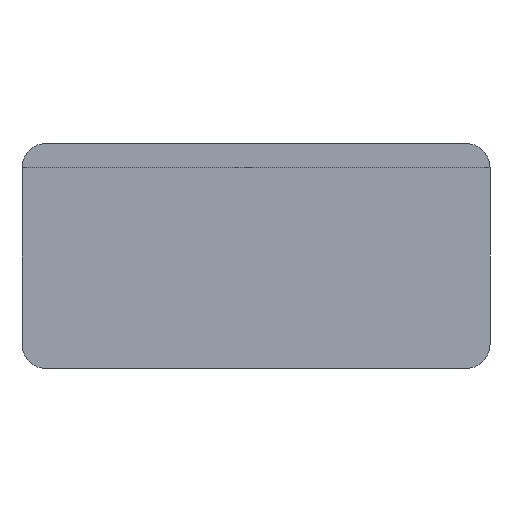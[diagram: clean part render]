
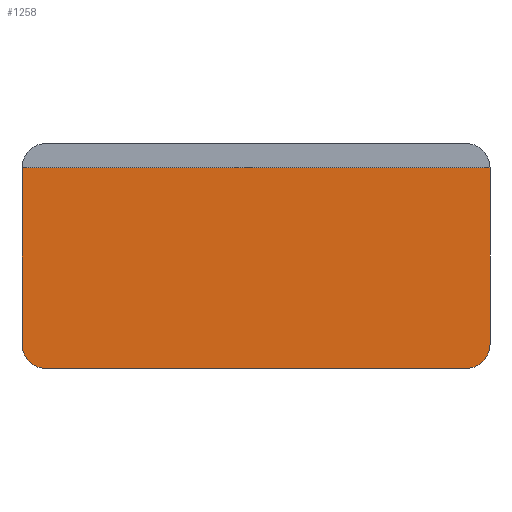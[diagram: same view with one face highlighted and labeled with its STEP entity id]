
A CAD part, left-side view. The second image highlights one B-rep face of the part: STEP entity #1258.
In plain terms, the highlighted planar face has unit normal (-1, 0, 0).
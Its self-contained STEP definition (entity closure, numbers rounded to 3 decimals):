
#286 = PLANE('',#287);
#287 = AXIS2_PLACEMENT_3D('',#288,#289,#290);
#288 = CARTESIAN_POINT('',(-42.55,28.9,-1.5));
#289 = DIRECTION('',(0.,1.,0.));
#290 = DIRECTION('',(0.,0.,1.));
#315 = CYLINDRICAL_SURFACE('',#316,3.);
#316 = AXIS2_PLACEMENT_3D('',#317,#318,#319);
#317 = CARTESIAN_POINT('',(-20.55,25.9,-12.4));
#318 = DIRECTION('',(-1.,0.,0.));
#319 = DIRECTION('',(0.,1.,0.));
#343 = PLANE('',#344);
#344 = AXIS2_PLACEMENT_3D('',#345,#346,#347);
#345 = CARTESIAN_POINT('',(-42.55,0.,-15.4));
#346 = DIRECTION('',(0.,0.,-1.));
#347 = DIRECTION('',(-1.,0.,0.));
#372 = CYLINDRICAL_SURFACE('',#373,3.);
#373 = AXIS2_PLACEMENT_3D('',#374,#375,#376);
#374 = CARTESIAN_POINT('',(-20.55,-25.9,-12.4));
#375 = DIRECTION('',(-1.,0.,0.));
#376 = DIRECTION('',(0.,0.,-1.));
#1056 = PLANE('',#1057);
#1057 = AXIS2_PLACEMENT_3D('',#1058,#1059,#1060);
#1058 = CARTESIAN_POINT('',(-30.55,-28.9,-12.4));
#1059 = DIRECTION('',(0.,1.,0.));
#1060 = DIRECTION('',(0.,0.,1.));
#1188 = VERTEX_POINT('',#1189);
#1189 = CARTESIAN_POINT('',(-64.55,-28.9,-12.4));
#1210 = EDGE_CURVE('',#1211,#1188,#1213,.T.);
#1211 = VERTEX_POINT('',#1212);
#1212 = CARTESIAN_POINT('',(-64.55,-28.9,9.4));
#1213 = SURFACE_CURVE('',#1214,(#1218,#1225),.PCURVE_S1.);
#1214 = LINE('',#1215,#1216);
#1215 = CARTESIAN_POINT('',(-64.55,-28.9,9.4));
#1216 = VECTOR('',#1217,1.);
#1217 = DIRECTION('',(0.,0.,-1.));
#1218 = PCURVE('',#1056,#1219);
#1219 = DEFINITIONAL_REPRESENTATION('',(#1220),#1224);
#1220 = LINE('',#1221,#1222);
#1221 = CARTESIAN_POINT('',(21.8,-34.));
#1222 = VECTOR('',#1223,1.);
#1223 = DIRECTION('',(-1.,0.));
#1224 = ( GEOMETRIC_REPRESENTATION_CONTEXT(2) 
PARAMETRIC_REPRESENTATION_CONTEXT() REPRESENTATION_CONTEXT('2D SPACE',''
  ) );
#1225 = PCURVE('',#1226,#1231);
#1226 = PLANE('',#1227);
#1227 = AXIS2_PLACEMENT_3D('',#1228,#1229,#1230);
#1228 = CARTESIAN_POINT('',(-64.55,0.,-2.786));
#1229 = DIRECTION('',(-1.,0.,0.));
#1230 = DIRECTION('',(0.,0.,-1.));
#1231 = DEFINITIONAL_REPRESENTATION('',(#1232),#1236);
#1232 = LINE('',#1233,#1234);
#1233 = CARTESIAN_POINT('',(-12.186,28.9));
#1234 = VECTOR('',#1235,1.);
#1235 = DIRECTION('',(1.,0.));
#1236 = ( GEOMETRIC_REPRESENTATION_CONTEXT(2) 
PARAMETRIC_REPRESENTATION_CONTEXT() REPRESENTATION_CONTEXT('2D SPACE',''
  ) );
#1258 = ADVANCED_FACE('',(#1259),#1226,.T.);
#1259 = FACE_BOUND('',#1260,.T.);
#1260 = EDGE_LOOP('',(#1261,#1262,#1290,#1313,#1341,#1364));
#1261 = ORIENTED_EDGE('',*,*,#1210,.F.);
#1262 = ORIENTED_EDGE('',*,*,#1263,.T.);
#1263 = EDGE_CURVE('',#1211,#1264,#1266,.T.);
#1264 = VERTEX_POINT('',#1265);
#1265 = CARTESIAN_POINT('',(-64.55,28.9,9.4));
#1266 = SURFACE_CURVE('',#1267,(#1271,#1278),.PCURVE_S1.);
#1267 = LINE('',#1268,#1269);
#1268 = CARTESIAN_POINT('',(-64.55,-28.9,9.4));
#1269 = VECTOR('',#1270,1.);
#1270 = DIRECTION('',(0.,1.,0.));
#1271 = PCURVE('',#1226,#1272);
#1272 = DEFINITIONAL_REPRESENTATION('',(#1273),#1277);
#1273 = LINE('',#1274,#1275);
#1274 = CARTESIAN_POINT('',(-12.186,28.9));
#1275 = VECTOR('',#1276,1.);
#1276 = DIRECTION('',(0.,-1.));
#1277 = ( GEOMETRIC_REPRESENTATION_CONTEXT(2) 
PARAMETRIC_REPRESENTATION_CONTEXT() REPRESENTATION_CONTEXT('2D SPACE',''
  ) );
#1278 = PCURVE('',#1279,#1284);
#1279 = PLANE('',#1280);
#1280 = AXIS2_PLACEMENT_3D('',#1281,#1282,#1283);
#1281 = CARTESIAN_POINT('',(-54.5,-1.51,9.4));
#1282 = DIRECTION('',(0.,0.,-1.));
#1283 = DIRECTION('',(-1.,0.,0.));
#1284 = DEFINITIONAL_REPRESENTATION('',(#1285),#1289);
#1285 = LINE('',#1286,#1287);
#1286 = CARTESIAN_POINT('',(10.05,-27.39));
#1287 = VECTOR('',#1288,1.);
#1288 = DIRECTION('',(0.,1.));
#1289 = ( GEOMETRIC_REPRESENTATION_CONTEXT(2) 
PARAMETRIC_REPRESENTATION_CONTEXT() REPRESENTATION_CONTEXT('2D SPACE',''
  ) );
#1290 = ORIENTED_EDGE('',*,*,#1291,.T.);
#1291 = EDGE_CURVE('',#1264,#1292,#1294,.T.);
#1292 = VERTEX_POINT('',#1293);
#1293 = CARTESIAN_POINT('',(-64.55,28.9,-12.4));
#1294 = SURFACE_CURVE('',#1295,(#1299,#1306),.PCURVE_S1.);
#1295 = LINE('',#1296,#1297);
#1296 = CARTESIAN_POINT('',(-64.55,28.9,9.4));
#1297 = VECTOR('',#1298,1.);
#1298 = DIRECTION('',(0.,0.,-1.));
#1299 = PCURVE('',#1226,#1300);
#1300 = DEFINITIONAL_REPRESENTATION('',(#1301),#1305);
#1301 = LINE('',#1302,#1303);
#1302 = CARTESIAN_POINT('',(-12.186,-28.9));
#1303 = VECTOR('',#1304,1.);
#1304 = DIRECTION('',(1.,0.));
#1305 = ( GEOMETRIC_REPRESENTATION_CONTEXT(2) 
PARAMETRIC_REPRESENTATION_CONTEXT() REPRESENTATION_CONTEXT('2D SPACE',''
  ) );
#1306 = PCURVE('',#286,#1307);
#1307 = DEFINITIONAL_REPRESENTATION('',(#1308),#1312);
#1308 = LINE('',#1309,#1310);
#1309 = CARTESIAN_POINT('',(10.9,-22.));
#1310 = VECTOR('',#1311,1.);
#1311 = DIRECTION('',(-1.,0.));
#1312 = ( GEOMETRIC_REPRESENTATION_CONTEXT(2) 
PARAMETRIC_REPRESENTATION_CONTEXT() REPRESENTATION_CONTEXT('2D SPACE',''
  ) );
#1313 = ORIENTED_EDGE('',*,*,#1314,.F.);
#1314 = EDGE_CURVE('',#1315,#1292,#1317,.T.);
#1315 = VERTEX_POINT('',#1316);
#1316 = CARTESIAN_POINT('',(-64.55,25.9,-15.4));
#1317 = SURFACE_CURVE('',#1318,(#1323,#1334),.PCURVE_S1.);
#1318 = CIRCLE('',#1319,3.);
#1319 = AXIS2_PLACEMENT_3D('',#1320,#1321,#1322);
#1320 = CARTESIAN_POINT('',(-64.55,25.9,-12.4));
#1321 = DIRECTION('',(1.,0.,0.));
#1322 = DIRECTION('',(0.,0.,1.));
#1323 = PCURVE('',#1226,#1324);
#1324 = DEFINITIONAL_REPRESENTATION('',(#1325),#1333);
#1325 = ( BOUNDED_CURVE() B_SPLINE_CURVE(2,(#1326,#1327,#1328,#1329,
#1330,#1331,#1332),.UNSPECIFIED.,.T.,.F.) B_SPLINE_CURVE_WITH_KNOTS((1,2
    ,2,2,2,1),(-2.094,0.,2.094,4.189,
6.283,8.378),.UNSPECIFIED.) CURVE() 
GEOMETRIC_REPRESENTATION_ITEM() RATIONAL_B_SPLINE_CURVE((1.,0.5,1.,0.5,
1.,0.5,1.)) REPRESENTATION_ITEM('') );
#1326 = CARTESIAN_POINT('',(6.614,-25.9));
#1327 = CARTESIAN_POINT('',(6.614,-20.704));
#1328 = CARTESIAN_POINT('',(11.114,-23.302));
#1329 = CARTESIAN_POINT('',(15.614,-25.9));
#1330 = CARTESIAN_POINT('',(11.114,-28.498));
#1331 = CARTESIAN_POINT('',(6.614,-31.096));
#1332 = CARTESIAN_POINT('',(6.614,-25.9));
#1333 = ( GEOMETRIC_REPRESENTATION_CONTEXT(2) 
PARAMETRIC_REPRESENTATION_CONTEXT() REPRESENTATION_CONTEXT('2D SPACE',''
  ) );
#1334 = PCURVE('',#315,#1335);
#1335 = DEFINITIONAL_REPRESENTATION('',(#1336),#1340);
#1336 = LINE('',#1337,#1338);
#1337 = CARTESIAN_POINT('',(4.712,44.));
#1338 = VECTOR('',#1339,1.);
#1339 = DIRECTION('',(-1.,0.));
#1340 = ( GEOMETRIC_REPRESENTATION_CONTEXT(2) 
PARAMETRIC_REPRESENTATION_CONTEXT() REPRESENTATION_CONTEXT('2D SPACE',''
  ) );
#1341 = ORIENTED_EDGE('',*,*,#1342,.T.);
#1342 = EDGE_CURVE('',#1315,#1343,#1345,.T.);
#1343 = VERTEX_POINT('',#1344);
#1344 = CARTESIAN_POINT('',(-64.55,-25.9,-15.4));
#1345 = SURFACE_CURVE('',#1346,(#1350,#1357),.PCURVE_S1.);
#1346 = LINE('',#1347,#1348);
#1347 = CARTESIAN_POINT('',(-64.55,-1.5,-15.4));
#1348 = VECTOR('',#1349,1.);
#1349 = DIRECTION('',(0.,-1.,0.));
#1350 = PCURVE('',#1226,#1351);
#1351 = DEFINITIONAL_REPRESENTATION('',(#1352),#1356);
#1352 = LINE('',#1353,#1354);
#1353 = CARTESIAN_POINT('',(12.614,1.5));
#1354 = VECTOR('',#1355,1.);
#1355 = DIRECTION('',(-0.,1.));
#1356 = ( GEOMETRIC_REPRESENTATION_CONTEXT(2) 
PARAMETRIC_REPRESENTATION_CONTEXT() REPRESENTATION_CONTEXT('2D SPACE',''
  ) );
#1357 = PCURVE('',#343,#1358);
#1358 = DEFINITIONAL_REPRESENTATION('',(#1359),#1363);
#1359 = LINE('',#1360,#1361);
#1360 = CARTESIAN_POINT('',(22.,-1.5));
#1361 = VECTOR('',#1362,1.);
#1362 = DIRECTION('',(0.,-1.));
#1363 = ( GEOMETRIC_REPRESENTATION_CONTEXT(2) 
PARAMETRIC_REPRESENTATION_CONTEXT() REPRESENTATION_CONTEXT('2D SPACE',''
  ) );
#1364 = ORIENTED_EDGE('',*,*,#1365,.F.);
#1365 = EDGE_CURVE('',#1188,#1343,#1366,.T.);
#1366 = SURFACE_CURVE('',#1367,(#1372,#1383),.PCURVE_S1.);
#1367 = CIRCLE('',#1368,3.);
#1368 = AXIS2_PLACEMENT_3D('',#1369,#1370,#1371);
#1369 = CARTESIAN_POINT('',(-64.55,-25.9,-12.4));
#1370 = DIRECTION('',(1.,0.,0.));
#1371 = DIRECTION('',(0.,0.,1.));
#1372 = PCURVE('',#1226,#1373);
#1373 = DEFINITIONAL_REPRESENTATION('',(#1374),#1382);
#1374 = ( BOUNDED_CURVE() B_SPLINE_CURVE(2,(#1375,#1376,#1377,#1378,
#1379,#1380,#1381),.UNSPECIFIED.,.T.,.F.) B_SPLINE_CURVE_WITH_KNOTS((1,2
    ,2,2,2,1),(-2.094,0.,2.094,4.189,
6.283,8.378),.UNSPECIFIED.) CURVE() 
GEOMETRIC_REPRESENTATION_ITEM() RATIONAL_B_SPLINE_CURVE((1.,0.5,1.,0.5,
1.,0.5,1.)) REPRESENTATION_ITEM('') );
#1375 = CARTESIAN_POINT('',(6.614,25.9));
#1376 = CARTESIAN_POINT('',(6.614,31.096));
#1377 = CARTESIAN_POINT('',(11.114,28.498));
#1378 = CARTESIAN_POINT('',(15.614,25.9));
#1379 = CARTESIAN_POINT('',(11.114,23.302));
#1380 = CARTESIAN_POINT('',(6.614,20.704));
#1381 = CARTESIAN_POINT('',(6.614,25.9));
#1382 = ( GEOMETRIC_REPRESENTATION_CONTEXT(2) 
PARAMETRIC_REPRESENTATION_CONTEXT() REPRESENTATION_CONTEXT('2D SPACE',''
  ) );
#1383 = PCURVE('',#372,#1384);
#1384 = DEFINITIONAL_REPRESENTATION('',(#1385),#1389);
#1385 = LINE('',#1386,#1387);
#1386 = CARTESIAN_POINT('',(3.142,44.));
#1387 = VECTOR('',#1388,1.);
#1388 = DIRECTION('',(-1.,0.));
#1389 = ( GEOMETRIC_REPRESENTATION_CONTEXT(2) 
PARAMETRIC_REPRESENTATION_CONTEXT() REPRESENTATION_CONTEXT('2D SPACE',''
  ) );
